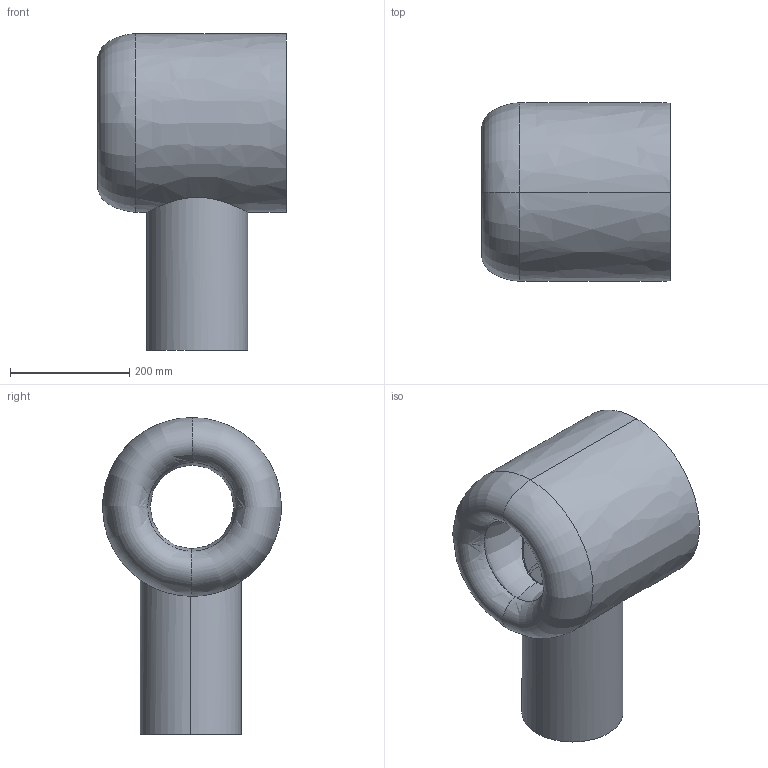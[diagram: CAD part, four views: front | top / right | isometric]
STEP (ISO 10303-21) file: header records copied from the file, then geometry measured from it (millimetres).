
FILE_DESCRIPTION(/* description */ (''),/* implementation_level */ '2;1');
FILE_NAME(/* name */ '7',/* time_stamp */ '2022-11-08T16:13:57+08:00',/* author */ (''),/* organization */ (''),/* preprocessor_version */ 'ST-DEVELOPER v16.5',/* originating_system */ '',/* authorisation */ '');
FILE_SCHEMA (('CONFIG_CONTROL_DESIGN'));
Length unit declared in the file: millimetre
Products named in the file (1): Document
Bounding box: 316.11 x 299.25 x 530.91 mm (x, y, z)
Volume: 21669 mm3; surface area: 1270217.1 mm2
Topology: 2 solids, 3 shells, 43 faces, 123 edges, 77 vertices
Faces by surface type: bspline 28, cylinder 14, plane 1
Entity records: 6043 total; most frequent: CARTESIAN_POINT 5259, ORIENTED_EDGE 230, EDGE_CURVE 122, VERTEX_POINT 76, B_SPLINE_CURVE_WITH_KNOTS 71, EDGE_LOOP 45, ADVANCED_FACE 43, FACE_OUTER_BOUND 43
